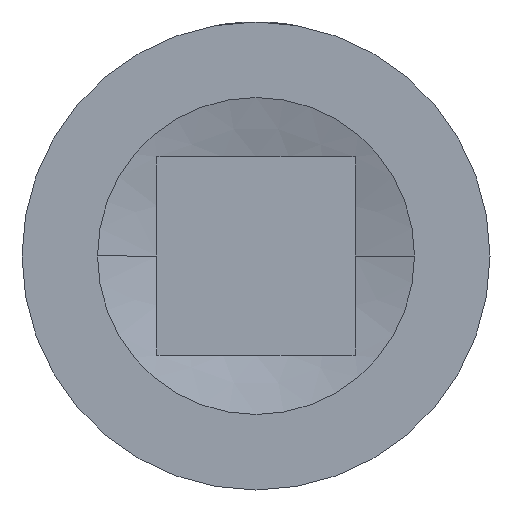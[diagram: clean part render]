
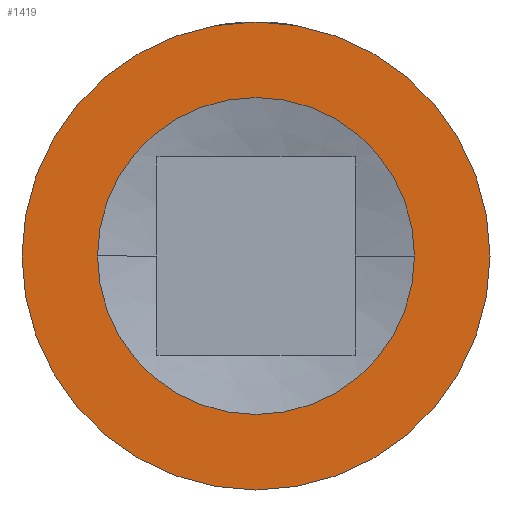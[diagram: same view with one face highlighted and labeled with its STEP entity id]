
A CAD part, front view. The second image highlights one B-rep face of the part: STEP entity #1419.
In plain terms, the highlighted planar face has unit normal (0, -1, 0).
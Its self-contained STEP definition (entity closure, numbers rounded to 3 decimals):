
#60 = EDGE_CURVE ( 'NONE', #189, #598, #154, .T. ) ;
#79 = CIRCLE ( 'NONE', #330, 15. ) ;
#154 = CIRCLE ( 'NONE', #1488, 10.16 ) ;
#189 = VERTEX_POINT ( 'NONE', #589 ) ;
#192 = DIRECTION ( 'NONE',  ( 0., -1., 0. ) ) ;
#213 = DIRECTION ( 'NONE',  ( 0., -1., 0. ) ) ;
#228 = DIRECTION ( 'NONE',  ( 0., -1., 0. ) ) ;
#323 = ORIENTED_EDGE ( 'NONE', *, *, #536, .T. ) ;
#330 = AXIS2_PLACEMENT_3D ( 'NONE', #717, #1207, #1113 ) ;
#355 = DIRECTION ( 'NONE',  ( 1., 0., 0. ) ) ;
#364 = DIRECTION ( 'NONE',  ( 1., 0., 0. ) ) ;
#394 = CARTESIAN_POINT ( 'NONE',  ( 0., 0., 0. ) ) ;
#405 = EDGE_CURVE ( 'NONE', #598, #189, #1286, .T. ) ;
#461 = DIRECTION ( 'NONE',  ( 1., 0., 0. ) ) ;
#536 = EDGE_CURVE ( 'NONE', #975, #1459, #79, .T. ) ;
#576 = AXIS2_PLACEMENT_3D ( 'NONE', #394, #228, #364 ) ;
#589 = CARTESIAN_POINT ( 'NONE',  ( -10.16, 0., 0. ) ) ;
#595 = AXIS2_PLACEMENT_3D ( 'NONE', #1481, #213, #355 ) ;
#598 = VERTEX_POINT ( 'NONE', #1330 ) ;
#691 = AXIS2_PLACEMENT_3D ( 'NONE', #839, #192, #973 ) ;
#708 = EDGE_LOOP ( 'NONE', ( #786, #323 ) ) ;
#717 = CARTESIAN_POINT ( 'NONE',  ( 0., 0., 0. ) ) ;
#748 = CARTESIAN_POINT ( 'NONE',  ( 0., 0., 0. ) ) ;
#786 = ORIENTED_EDGE ( 'NONE', *, *, #898, .T. ) ;
#839 = CARTESIAN_POINT ( 'NONE',  ( 0., 0., 0. ) ) ;
#898 = EDGE_CURVE ( 'NONE', #1459, #975, #1096, .T. ) ;
#953 = CARTESIAN_POINT ( 'NONE',  ( -15., 0., 0. ) ) ;
#973 = DIRECTION ( 'NONE',  ( 1., 0., 0. ) ) ;
#975 = VERTEX_POINT ( 'NONE', #953 ) ;
#1096 = CIRCLE ( 'NONE', #691, 15. ) ;
#1113 = DIRECTION ( 'NONE',  ( 1., 0., 0. ) ) ;
#1203 = ORIENTED_EDGE ( 'NONE', *, *, #60, .F. ) ;
#1207 = DIRECTION ( 'NONE',  ( 0., -1., 0. ) ) ;
#1241 = FACE_BOUND ( 'NONE', #1318, .T. ) ;
#1249 = CARTESIAN_POINT ( 'NONE',  ( 15., 0., 0. ) ) ;
#1286 = CIRCLE ( 'NONE', #576, 10.16 ) ;
#1318 = EDGE_LOOP ( 'NONE', ( #1359, #1203 ) ) ;
#1330 = CARTESIAN_POINT ( 'NONE',  ( 10.16, 0., 0. ) ) ;
#1359 = ORIENTED_EDGE ( 'NONE', *, *, #405, .F. ) ;
#1388 = FACE_OUTER_BOUND ( 'NONE', #708, .T. ) ;
#1419 = ADVANCED_FACE ( 'NONE', ( #1388, #1241 ), #1632, .T. ) ;
#1459 = VERTEX_POINT ( 'NONE', #1249 ) ;
#1481 = CARTESIAN_POINT ( 'NONE',  ( 10.16, 0., 0. ) ) ;
#1488 = AXIS2_PLACEMENT_3D ( 'NONE', #748, #1643, #461 ) ;
#1632 = PLANE ( 'NONE',  #595 ) ;
#1643 = DIRECTION ( 'NONE',  ( 0., -1., 0. ) ) ;
